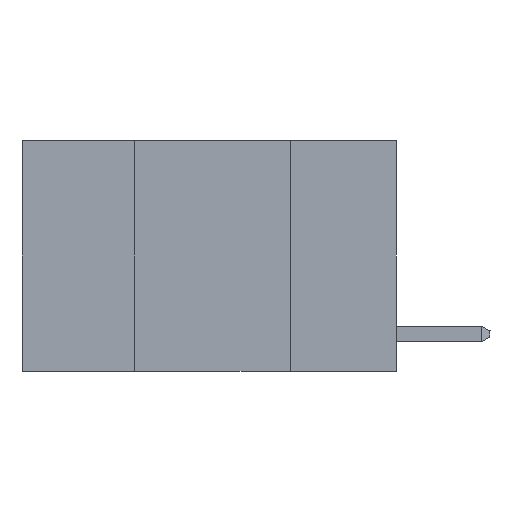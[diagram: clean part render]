
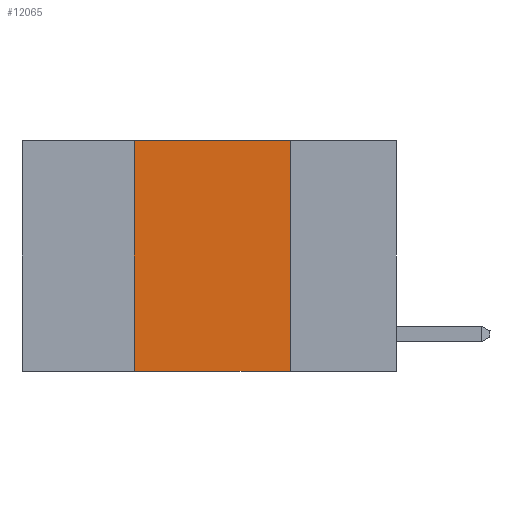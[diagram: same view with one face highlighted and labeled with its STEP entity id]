
A CAD part, left-side view. The second image highlights one B-rep face of the part: STEP entity #12065.
In plain terms, the highlighted planar face has unit normal (-1, 0, 0).
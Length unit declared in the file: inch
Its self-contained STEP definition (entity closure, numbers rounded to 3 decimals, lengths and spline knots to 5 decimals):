
#613 = EDGE_CURVE ( 'NONE', #14411, #9657, #7467, .T. ) ;
#1225 = DIRECTION ( 'NONE',  ( 1., 0., 0. ) ) ;
#1494 = EDGE_CURVE ( 'NONE', #14411, #5422, #6363, .T. ) ;
#2286 = DIRECTION ( 'NONE',  ( 0., -1., 0. ) ) ;
#2437 = FACE_OUTER_BOUND ( 'NONE', #14379, .T. ) ;
#2629 = CARTESIAN_POINT ( 'NONE',  ( 0., 0.17, 0. ) ) ;
#2717 = DIRECTION ( 'NONE',  ( 0., 0., -1. ) ) ;
#3725 = CARTESIAN_POINT ( 'NONE',  ( 0., 0.42, 0. ) ) ;
#4260 = AXIS2_PLACEMENT_3D ( 'NONE', #16867, #1225, #8213 ) ;
#5091 = EDGE_CURVE ( 'NONE', #14659, #5422, #11302, .T. ) ;
#5422 = VERTEX_POINT ( 'NONE', #14820 ) ;
#6363 = LINE ( 'NONE', #16336, #15271 ) ;
#7467 = LINE ( 'NONE', #10448, #8316 ) ;
#7860 = DIRECTION ( 'NONE',  ( 0., -1., 0. ) ) ;
#8212 = VECTOR ( 'NONE', #2717, 39.37008 ) ;
#8213 = DIRECTION ( 'NONE',  ( 0., 0., -1. ) ) ;
#8304 = ORIENTED_EDGE ( 'NONE', *, *, #613, .F. ) ;
#8316 = VECTOR ( 'NONE', #14722, 39.37008 ) ;
#8342 = LINE ( 'NONE', #12345, #12002 ) ;
#9657 = VERTEX_POINT ( 'NONE', #3725 ) ;
#10448 = CARTESIAN_POINT ( 'NONE',  ( 0., 0.42, 0. ) ) ;
#10765 = EDGE_CURVE ( 'NONE', #9657, #14659, #8342, .T. ) ;
#11298 = CARTESIAN_POINT ( 'NONE',  ( 0., 0.17, 0. ) ) ;
#11302 = LINE ( 'NONE', #2629, #8212 ) ;
#11346 = CARTESIAN_POINT ( 'NONE',  ( 0., 0.42, -0.37 ) ) ;
#12002 = VECTOR ( 'NONE', #2286, 39.37008 ) ;
#12065 = ADVANCED_FACE ( 'NONE', ( #2437 ), #15470, .F. ) ;
#12345 = CARTESIAN_POINT ( 'NONE',  ( 0., 0.6, 0. ) ) ;
#14191 = ORIENTED_EDGE ( 'NONE', *, *, #1494, .T. ) ;
#14379 = EDGE_LOOP ( 'NONE', ( #14660, #15923, #8304, #14191 ) ) ;
#14411 = VERTEX_POINT ( 'NONE', #11346 ) ;
#14659 = VERTEX_POINT ( 'NONE', #11298 ) ;
#14660 = ORIENTED_EDGE ( 'NONE', *, *, #5091, .F. ) ;
#14722 = DIRECTION ( 'NONE',  ( 0., 0., 1. ) ) ;
#14820 = CARTESIAN_POINT ( 'NONE',  ( 0., 0.17, -0.37 ) ) ;
#15271 = VECTOR ( 'NONE', #7860, 39.37008 ) ;
#15470 = PLANE ( 'NONE',  #4260 ) ;
#15923 = ORIENTED_EDGE ( 'NONE', *, *, #10765, .F. ) ;
#16336 = CARTESIAN_POINT ( 'NONE',  ( 0., 0.6, -0.37 ) ) ;
#16867 = CARTESIAN_POINT ( 'NONE',  ( 0., 0.6, 0. ) ) ;
